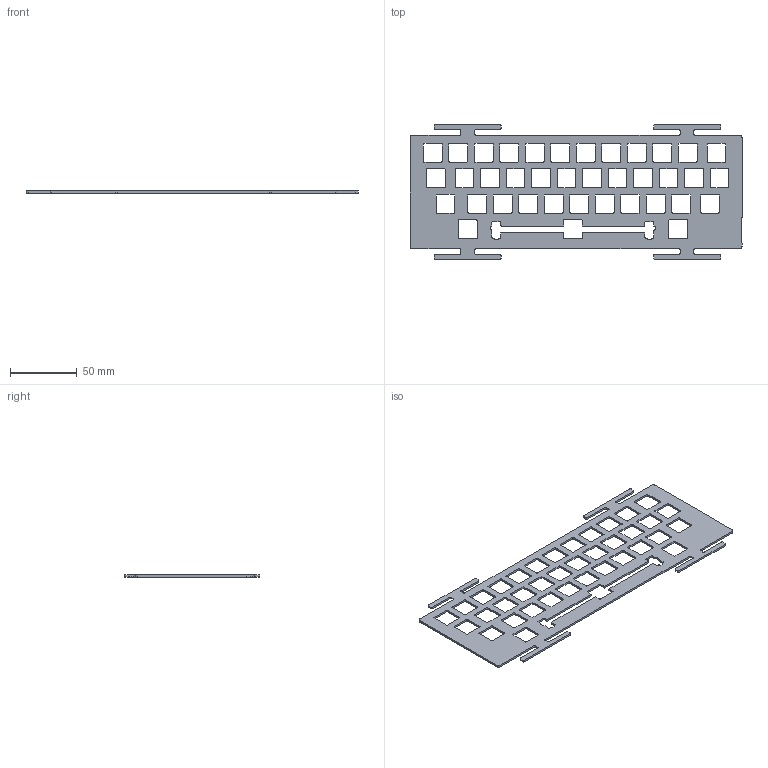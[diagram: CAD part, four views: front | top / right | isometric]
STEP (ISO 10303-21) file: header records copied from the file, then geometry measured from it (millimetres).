
FILE_DESCRIPTION(/* description */ (''),/* implementation_level */ '2;1');
FILE_NAME(/* name */ 'Plate 7u clip.step',/* time_stamp */ '2025-06-09T16:18:07+02:00',/* author */ (''),/* organization */ (''),/* preprocessor_version */ 'ST-DEVELOPER v20.1',/* originating_system */ 'Autodesk Translation Framework v14.10.0.0',/* authorisation */ '');
FILE_SCHEMA (('AUTOMOTIVE_DESIGN { 1 0 10303 214 3 1 1 }'));
Length unit declared in the file: millimetre
Products named in the file (2): Pancake case; Pancake
Assembly tree (1 placements, depth 2):
  Pancake case
    Pancake
Bounding box: 248 x 101 x 1.5 mm (x, y, z)
Volume: 20985.8 mm3; surface area: 33044.9 mm2
Topology: 1 solids, 1 shells, 437 faces, 1305 edges, 870 vertices
Faces by surface type: plane 224, cylinder 213
Entity records: 15024 total; most frequent: CARTESIAN_POINT 2615, DIRECTION 2611, ORIENTED_EDGE 2610, EDGE_CURVE 1305, LINE 879, VECTOR 879, VERTEX_POINT 870, AXIS2_PLACEMENT_3D 866
